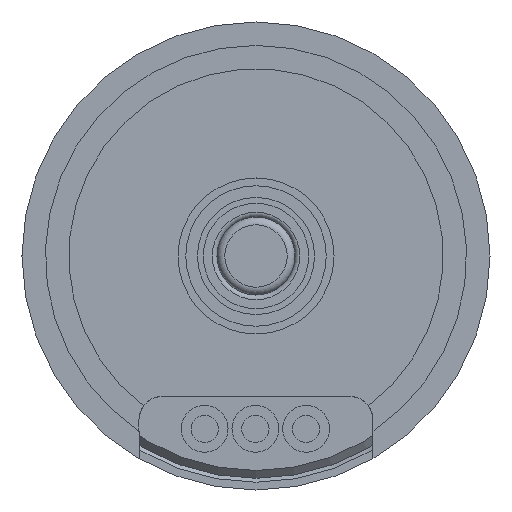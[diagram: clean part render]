
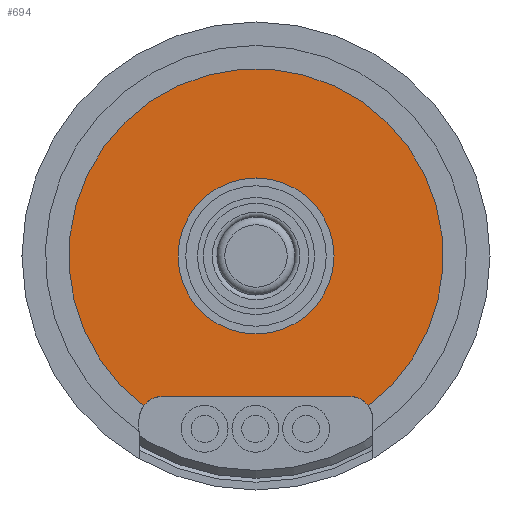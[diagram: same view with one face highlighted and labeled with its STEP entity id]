
A CAD part, front view. The second image highlights one B-rep face of the part: STEP entity #694.
In plain terms, the highlighted planar face has unit normal (0, -1, 0).
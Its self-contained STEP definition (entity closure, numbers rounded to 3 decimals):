
#15 = CARTESIAN_POINT ( 'NONE',  ( 0., 0., 0. ) ) ;
#68 = CARTESIAN_POINT ( 'NONE',  ( -1.44, 0., -1.92 ) ) ;
#131 = AXIS2_PLACEMENT_3D ( 'NONE', #15, #1357, #3069 ) ;
#168 = ORIENTED_EDGE ( 'NONE', *, *, #1534, .F. ) ;
#234 = AXIS2_PLACEMENT_3D ( 'NONE', #2933, #2041, #1814 ) ;
#318 = CARTESIAN_POINT ( 'NONE',  ( -1.2, 0., -2.1 ) ) ;
#572 = DIRECTION ( 'NONE',  ( 0., 0., -1. ) ) ;
#594 = AXIS2_PLACEMENT_3D ( 'NONE', #318, #1658, #2483 ) ;
#595 = VERTEX_POINT ( 'NONE', #841 ) ;
#694 = ADVANCED_FACE ( 'NONE', ( #890, #3098 ), #872, .T. ) ;
#769 = LINE ( 'NONE', #1870, #905 ) ;
#841 = CARTESIAN_POINT ( 'NONE',  ( 1.2, 0., -1.8 ) ) ;
#864 = CARTESIAN_POINT ( 'NONE',  ( -1.2, 0., -1.8 ) ) ;
#872 = PLANE ( 'NONE',  #2491 ) ;
#890 = FACE_OUTER_BOUND ( 'NONE', #1407, .T. ) ;
#905 = VECTOR ( 'NONE', #2669, 1000. ) ;
#1146 = CIRCLE ( 'NONE', #2403, 0.3 ) ;
#1357 = DIRECTION ( 'NONE',  ( 0., -1., 0. ) ) ;
#1407 = EDGE_LOOP ( 'NONE', ( #168, #3390, #3539, #3502 ) ) ;
#1439 = DIRECTION ( 'NONE',  ( 0., 0., -1. ) ) ;
#1534 = EDGE_CURVE ( 'NONE', #595, #2493, #769, .T. ) ;
#1658 = DIRECTION ( 'NONE',  ( 0., 1., 0. ) ) ;
#1694 = CARTESIAN_POINT ( 'NONE',  ( 1., 0., 0. ) ) ;
#1727 = VERTEX_POINT ( 'NONE', #3179 ) ;
#1814 = DIRECTION ( 'NONE',  ( 0., 0., -1. ) ) ;
#1870 = CARTESIAN_POINT ( 'NONE',  ( 1., 0., -1.8 ) ) ;
#2041 = DIRECTION ( 'NONE',  ( 0., -1., 0. ) ) ;
#2102 = EDGE_CURVE ( 'NONE', #595, #1727, #1146, .T. ) ;
#2141 = CIRCLE ( 'NONE', #594, 0.3 ) ;
#2164 = VERTEX_POINT ( 'NONE', #68 ) ;
#2257 = DIRECTION ( 'NONE',  ( 0., -1., 0. ) ) ;
#2403 = AXIS2_PLACEMENT_3D ( 'NONE', #2490, #3090, #572 ) ;
#2483 = DIRECTION ( 'NONE',  ( 0., 0., -1. ) ) ;
#2490 = CARTESIAN_POINT ( 'NONE',  ( 1.2, 0., -2.1 ) ) ;
#2491 = AXIS2_PLACEMENT_3D ( 'NONE', #1694, #2257, #1439 ) ;
#2493 = VERTEX_POINT ( 'NONE', #864 ) ;
#2529 = EDGE_CURVE ( 'NONE', #2164, #2493, #2141, .T. ) ;
#2578 = EDGE_CURVE ( 'NONE', #1727, #2164, #2671, .T. ) ;
#2637 = VERTEX_POINT ( 'NONE', #2973 ) ;
#2669 = DIRECTION ( 'NONE',  ( -1., 0., 0. ) ) ;
#2671 = CIRCLE ( 'NONE', #131, 2.4 ) ;
#2698 = ORIENTED_EDGE ( 'NONE', *, *, #2891, .F. ) ;
#2891 = EDGE_CURVE ( 'NONE', #2637, #2637, #3352, .T. ) ;
#2933 = CARTESIAN_POINT ( 'NONE',  ( 0., 0., 0. ) ) ;
#2958 = EDGE_LOOP ( 'NONE', ( #2698 ) ) ;
#2973 = CARTESIAN_POINT ( 'NONE',  ( 0., 0., -1. ) ) ;
#3069 = DIRECTION ( 'NONE',  ( 0., 0., -1. ) ) ;
#3090 = DIRECTION ( 'NONE',  ( 0., 1., 0. ) ) ;
#3098 = FACE_BOUND ( 'NONE', #2958, .T. ) ;
#3179 = CARTESIAN_POINT ( 'NONE',  ( 1.44, 0., -1.92 ) ) ;
#3352 = CIRCLE ( 'NONE', #234, 1. ) ;
#3390 = ORIENTED_EDGE ( 'NONE', *, *, #2102, .T. ) ;
#3502 = ORIENTED_EDGE ( 'NONE', *, *, #2529, .T. ) ;
#3539 = ORIENTED_EDGE ( 'NONE', *, *, #2578, .T. ) ;
